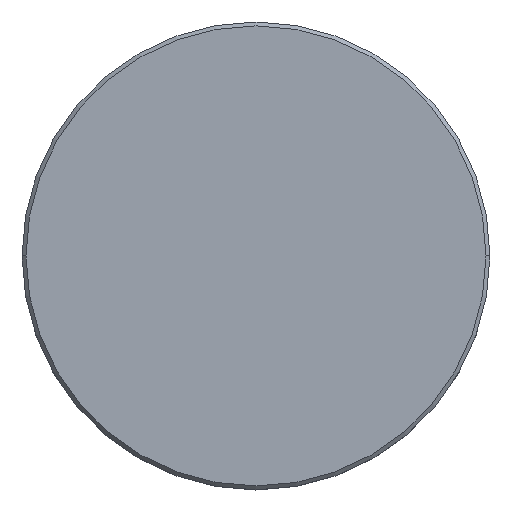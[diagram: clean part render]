
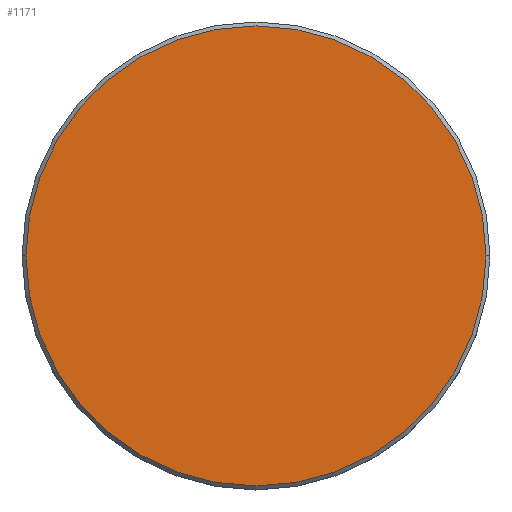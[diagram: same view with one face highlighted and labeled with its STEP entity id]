
A CAD part, top view. The second image highlights one B-rep face of the part: STEP entity #1171.
In plain terms, the highlighted planar face has unit normal (0, 0, 1).
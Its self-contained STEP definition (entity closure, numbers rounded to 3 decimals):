
#21 = DIRECTION ( 'NONE',  ( 0., 0., 1. ) ) ;
#107 = CARTESIAN_POINT ( 'NONE',  ( 0., 0., 0. ) ) ;
#125 = ORIENTED_EDGE ( 'NONE', *, *, #446, .T. ) ;
#132 = AXIS2_PLACEMENT_3D ( 'NONE', #597, #591, #955 ) ;
#192 = CIRCLE ( 'NONE', #132, 29.5 ) ;
#271 = CIRCLE ( 'NONE', #934, 29.5 ) ;
#297 = CARTESIAN_POINT ( 'NONE',  ( 0., 0., 0. ) ) ;
#389 = DIRECTION ( 'NONE',  ( 1., 0., 0. ) ) ;
#424 = ORIENTED_EDGE ( 'NONE', *, *, #742, .T. ) ;
#446 = EDGE_CURVE ( 'NONE', #904, #497, #192, .T. ) ;
#469 = DIRECTION ( 'NONE',  ( 0., 0., 1. ) ) ;
#497 = VERTEX_POINT ( 'NONE', #1080 ) ;
#512 = CARTESIAN_POINT ( 'NONE',  ( -29.5, 0., 0. ) ) ;
#591 = DIRECTION ( 'NONE',  ( 0., 0., 1. ) ) ;
#597 = CARTESIAN_POINT ( 'NONE',  ( 0., 0., 0. ) ) ;
#740 = PLANE ( 'NONE',  #1012 ) ;
#742 = EDGE_CURVE ( 'NONE', #497, #904, #271, .T. ) ;
#772 = EDGE_LOOP ( 'NONE', ( #125, #424 ) ) ;
#904 = VERTEX_POINT ( 'NONE', #512 ) ;
#918 = FACE_OUTER_BOUND ( 'NONE', #772, .T. ) ;
#934 = AXIS2_PLACEMENT_3D ( 'NONE', #297, #21, #389 ) ;
#955 = DIRECTION ( 'NONE',  ( 1., 0., 0. ) ) ;
#1012 = AXIS2_PLACEMENT_3D ( 'NONE', #107, #469, #1113 ) ;
#1080 = CARTESIAN_POINT ( 'NONE',  ( 29.5, 0., 0. ) ) ;
#1113 = DIRECTION ( 'NONE',  ( 1., 0., 0. ) ) ;
#1171 = ADVANCED_FACE ( 'NONE', ( #918 ), #740, .T. ) ;
